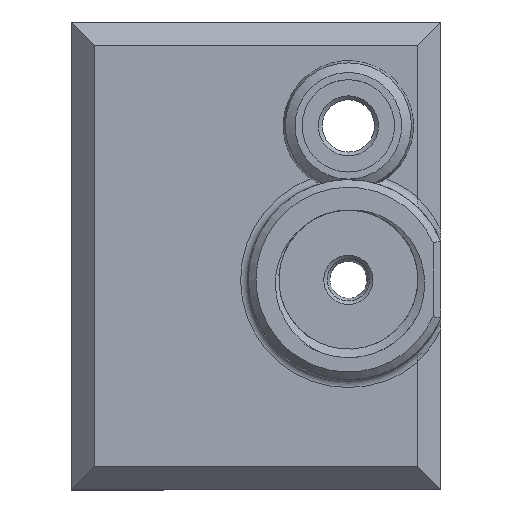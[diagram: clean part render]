
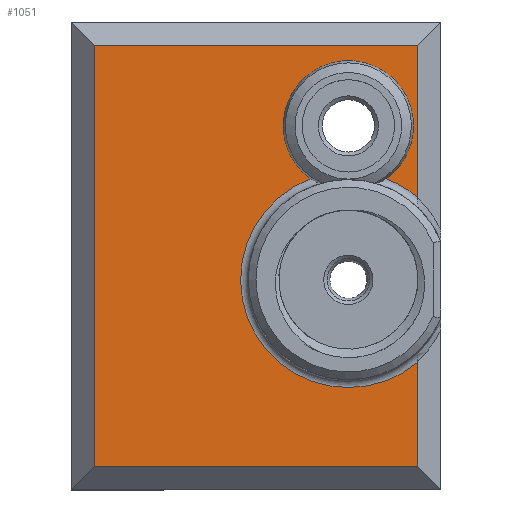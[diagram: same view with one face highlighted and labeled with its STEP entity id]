
A CAD part, top view. The second image highlights one B-rep face of the part: STEP entity #1051.
In plain terms, the highlighted planar face has unit normal (0, 0, 1).
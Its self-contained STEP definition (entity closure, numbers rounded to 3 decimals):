
#45=PLANE('',#1158);
#120=FACE_OUTER_BOUND('',#184,.T.);
#184=EDGE_LOOP('',(#953,#954,#955,#956,#957,#958,#959,#960));
#211=CIRCLE('',#1119,4.232);
#212=CIRCLE('',#1121,7.);
#219=CIRCLE('',#1139,7.);
#298=LINE('',#5994,#367);
#326=LINE('',#6049,#395);
#331=LINE('',#6059,#400);
#334=LINE('',#7015,#403);
#335=LINE('',#7017,#404);
#367=VECTOR('',#1339,1000.);
#395=VECTOR('',#1387,1000.);
#400=VECTOR('',#1396,1000.);
#403=VECTOR('',#1409,1000.);
#404=VECTOR('',#1412,1000.);
#467=VERTEX_POINT('',#5480);
#468=VERTEX_POINT('',#5493);
#470=VERTEX_POINT('',#5510);
#483=VERTEX_POINT('',#5984);
#486=VERTEX_POINT('',#5991);
#487=VERTEX_POINT('',#5993);
#504=VERTEX_POINT('',#6047);
#507=VERTEX_POINT('',#6057);
#594=EDGE_CURVE('',#467,#468,#211,.T.);
#597=EDGE_CURVE('',#468,#470,#212,.T.);
#620=EDGE_CURVE('',#483,#467,#219,.T.);
#623=EDGE_CURVE('',#487,#486,#298,.T.);
#651=EDGE_CURVE('',#486,#504,#326,.T.);
#656=EDGE_CURVE('',#507,#504,#331,.T.);
#661=EDGE_CURVE('',#483,#487,#334,.T.);
#662=EDGE_CURVE('',#507,#470,#335,.T.);
#953=ORIENTED_EDGE('',*,*,#597,.F.);
#954=ORIENTED_EDGE('',*,*,#594,.F.);
#955=ORIENTED_EDGE('',*,*,#620,.F.);
#956=ORIENTED_EDGE('',*,*,#661,.T.);
#957=ORIENTED_EDGE('',*,*,#623,.T.);
#958=ORIENTED_EDGE('',*,*,#651,.T.);
#959=ORIENTED_EDGE('',*,*,#656,.F.);
#960=ORIENTED_EDGE('',*,*,#662,.T.);
#1051=ADVANCED_FACE('',(#120),#45,.T.);
#1119=AXIS2_PLACEMENT_3D('',#5494,#1288,#1289);
#1121=AXIS2_PLACEMENT_3D('',#5511,#1293,#1294);
#1139=AXIS2_PLACEMENT_3D('',#5986,#1333,#1334);
#1158=AXIS2_PLACEMENT_3D('',#7016,#1410,#1411);
#1288=DIRECTION('center_axis',(0.,0.,1.));
#1289=DIRECTION('ref_axis',(0.,-1.,0.));
#1293=DIRECTION('center_axis',(0.,0.,1.));
#1294=DIRECTION('ref_axis',(-0.863,-0.506,0.));
#1333=DIRECTION('center_axis',(0.,0.,1.));
#1334=DIRECTION('ref_axis',(0.506,0.863,0.));
#1339=DIRECTION('',(-1.,0.,0.));
#1387=DIRECTION('',(0.,-1.,0.));
#1396=DIRECTION('',(-1.,0.,0.));
#1409=DIRECTION('',(0.,1.,0.));
#1410=DIRECTION('center_axis',(0.,0.,1.));
#1411=DIRECTION('ref_axis',(0.,1.,0.));
#1412=DIRECTION('',(0.,1.,0.));
#5480=CARTESIAN_POINT('',(61.009,-159.945,336.679));
#5493=CARTESIAN_POINT('',(56.094,-159.945,336.679));
#5494=CARTESIAN_POINT('Origin',(58.551,-156.5,336.679));
#5510=CARTESIAN_POINT('',(63.051,-171.862,336.679));
#5511=CARTESIAN_POINT('Origin',(58.551,-166.5,336.679));
#5984=CARTESIAN_POINT('',(63.051,-161.138,336.679));
#5986=CARTESIAN_POINT('Origin',(58.551,-166.5,336.679));
#5991=CARTESIAN_POINT('',(42.051,-151.25,336.679));
#5993=CARTESIAN_POINT('',(63.051,-151.25,336.679));
#5994=CARTESIAN_POINT('',(63.051,-151.25,336.679));
#6047=CARTESIAN_POINT('',(42.051,-178.65,336.679));
#6049=CARTESIAN_POINT('',(42.051,-143.75,336.679));
#6057=CARTESIAN_POINT('',(63.051,-178.65,336.679));
#6059=CARTESIAN_POINT('',(46.551,-178.65,336.679));
#7015=CARTESIAN_POINT('',(63.051,-186.25,336.679));
#7016=CARTESIAN_POINT('Origin',(52.551,-161.25,336.679));
#7017=CARTESIAN_POINT('',(63.051,-186.25,336.679));
